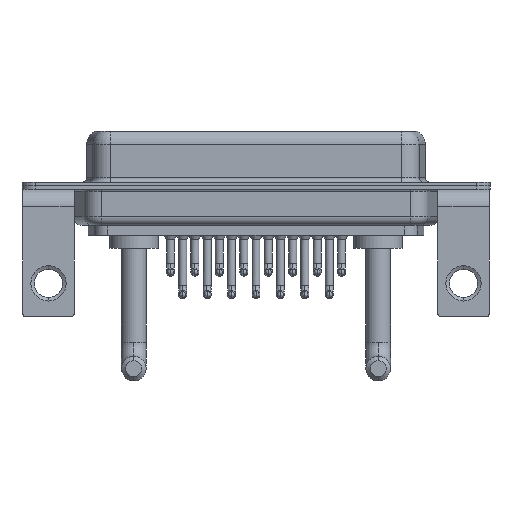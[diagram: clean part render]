
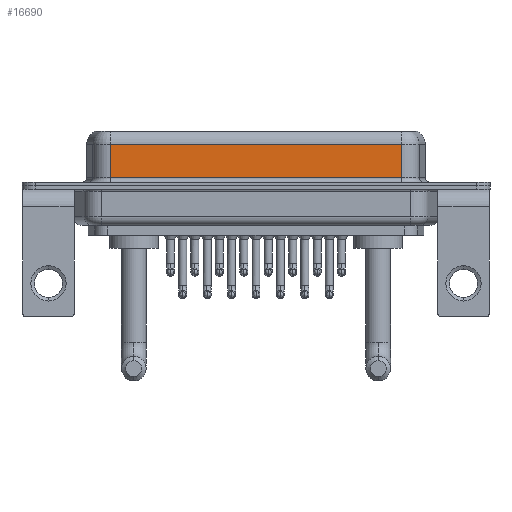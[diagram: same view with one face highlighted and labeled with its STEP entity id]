
A CAD part, front view. The second image highlights one B-rep face of the part: STEP entity #16690.
In plain terms, the highlighted planar face has unit normal (0, -1, 0).
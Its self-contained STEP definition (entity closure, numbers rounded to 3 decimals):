
#298 = ORIENTED_EDGE ( 'NONE', *, *, #18771, .F. ) ;
#432 = CARTESIAN_POINT ( 'NONE',  ( 7.013, -3.95, 6.4 ) ) ;
#794 = VECTOR ( 'NONE', #4813, 1000. ) ;
#862 = CARTESIAN_POINT ( 'NONE',  ( 7.013, -3.95, 4.65 ) ) ;
#1955 = LINE ( 'NONE', #12238, #8201 ) ;
#2312 = EDGE_LOOP ( 'NONE', ( #298, #3317, #4035, #16110 ) ) ;
#2519 = LINE ( 'NONE', #432, #4853 ) ;
#3317 = ORIENTED_EDGE ( 'NONE', *, *, #9199, .T. ) ;
#4035 = ORIENTED_EDGE ( 'NONE', *, *, #13761, .T. ) ;
#4298 = CARTESIAN_POINT ( 'NONE',  ( 40.037, -3.95, 6.4 ) ) ;
#4599 = DIRECTION ( 'NONE',  ( 1., 0., 0. ) ) ;
#4736 = CARTESIAN_POINT ( 'NONE',  ( 40.037, -3.95, 4.65 ) ) ;
#4813 = DIRECTION ( 'NONE',  ( 0., 0., -1. ) ) ;
#4853 = VECTOR ( 'NONE', #14235, 1000. ) ;
#5496 = VECTOR ( 'NONE', #4599, 1000. ) ;
#7541 = CARTESIAN_POINT ( 'NONE',  ( 40.037, -3.95, 0.9 ) ) ;
#7787 = PLANE ( 'NONE',  #15402 ) ;
#8201 = VECTOR ( 'NONE', #20107, 1000. ) ;
#9197 = LINE ( 'NONE', #7541, #5496 ) ;
#9199 = EDGE_CURVE ( 'NONE', #18247, #20277, #1955, .T. ) ;
#9461 = CARTESIAN_POINT ( 'NONE',  ( 7.013, -3.95, 0.9 ) ) ;
#10989 = DIRECTION ( 'NONE',  ( 0., 0., 1. ) ) ;
#11456 = EDGE_CURVE ( 'NONE', #14928, #20047, #9197, .T. ) ;
#12238 = CARTESIAN_POINT ( 'NONE',  ( 40.037, -3.95, 4.65 ) ) ;
#12621 = FACE_OUTER_BOUND ( 'NONE', #2312, .T. ) ;
#13761 = EDGE_CURVE ( 'NONE', #20277, #14928, #2519, .T. ) ;
#14235 = DIRECTION ( 'NONE',  ( 0., 0., -1. ) ) ;
#14462 = LINE ( 'NONE', #21116, #794 ) ;
#14928 = VERTEX_POINT ( 'NONE', #9461 ) ;
#15402 = AXIS2_PLACEMENT_3D ( 'NONE', #4298, #15997, #10989 ) ;
#15997 = DIRECTION ( 'NONE',  ( 0., 1., 0. ) ) ;
#16110 = ORIENTED_EDGE ( 'NONE', *, *, #11456, .T. ) ;
#16690 = ADVANCED_FACE ( 'NONE', ( #12621 ), #7787, .F. ) ;
#18247 = VERTEX_POINT ( 'NONE', #4736 ) ;
#18771 = EDGE_CURVE ( 'NONE', #18247, #20047, #14462, .T. ) ;
#19528 = CARTESIAN_POINT ( 'NONE',  ( 40.037, -3.95, 0.9 ) ) ;
#20047 = VERTEX_POINT ( 'NONE', #19528 ) ;
#20107 = DIRECTION ( 'NONE',  ( -1., 0., 0. ) ) ;
#20277 = VERTEX_POINT ( 'NONE', #862 ) ;
#21116 = CARTESIAN_POINT ( 'NONE',  ( 40.037, -3.95, 6.4 ) ) ;
